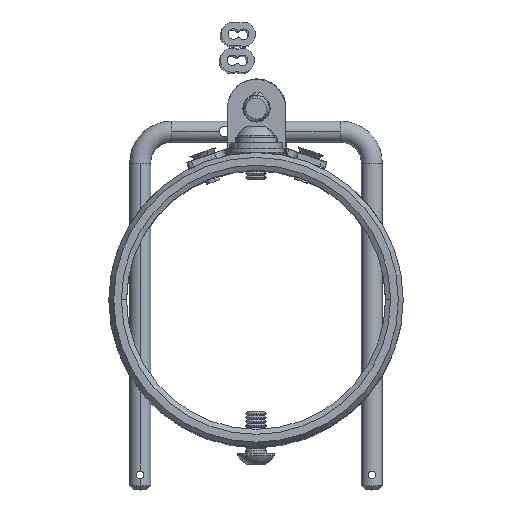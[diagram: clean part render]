
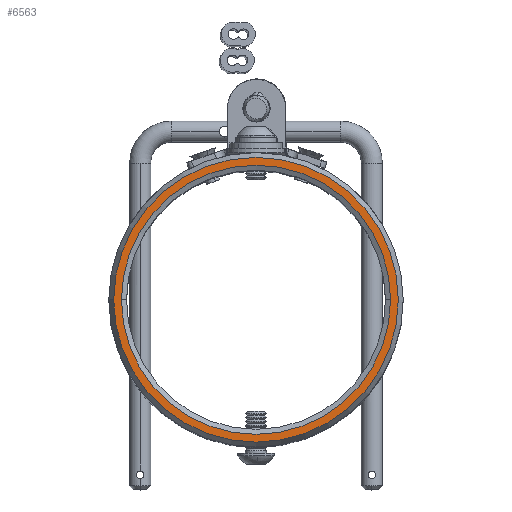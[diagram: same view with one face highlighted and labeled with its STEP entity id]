
A CAD part, top view. The second image highlights one B-rep face of the part: STEP entity #6563.
In plain terms, the highlighted planar face has unit normal (0, 0, 1).
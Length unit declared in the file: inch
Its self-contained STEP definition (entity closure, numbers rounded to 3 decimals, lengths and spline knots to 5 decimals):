
#655 = CIRCLE ( 'NONE', #7068, 1.68976 ) ;
#714 = AXIS2_PLACEMENT_3D ( 'NONE', #9122, #18146, #8712 ) ;
#1329 = FACE_BOUND ( 'NONE', #16410, .T. ) ;
#1869 = EDGE_CURVE ( 'NONE', #3646, #13994, #4541, .T. ) ;
#2245 = DIRECTION ( 'NONE',  ( 1., 0., 0. ) ) ;
#2252 = CARTESIAN_POINT ( 'NONE',  ( 2.86662, 2.2597, 7.16665 ) ) ;
#3646 = VERTEX_POINT ( 'NONE', #10523 ) ;
#4134 = PLANE ( 'NONE',  #13844 ) ;
#4407 = CARTESIAN_POINT ( 'NONE',  ( 1.17686, 2.2597, 7.16665 ) ) ;
#4523 = DIRECTION ( 'NONE',  ( 0., 0., 1. ) ) ;
#4541 = CIRCLE ( 'NONE', #714, 1.5975 ) ;
#4903 = CIRCLE ( 'NONE', #18239, 1.5975 ) ;
#5419 = DIRECTION ( 'NONE',  ( 0., 0., 1. ) ) ;
#5573 = EDGE_LOOP ( 'NONE', ( #19299, #18944 ) ) ;
#6563 = ADVANCED_FACE ( 'NONE', ( #1329, #16584 ), #4134, .T. ) ;
#6891 = EDGE_CURVE ( 'NONE', #8152, #7409, #655, .T. ) ;
#6946 = ORIENTED_EDGE ( 'NONE', *, *, #7891, .T. ) ;
#7068 = AXIS2_PLACEMENT_3D ( 'NONE', #11203, #14008, #10810 ) ;
#7409 = VERTEX_POINT ( 'NONE', #2252 ) ;
#7596 = CARTESIAN_POINT ( 'NONE',  ( -0.51291, 2.2597, 7.16665 ) ) ;
#7891 = EDGE_CURVE ( 'NONE', #13994, #3646, #4903, .T. ) ;
#8152 = VERTEX_POINT ( 'NONE', #7596 ) ;
#8712 = DIRECTION ( 'NONE',  ( 1., 0., 0. ) ) ;
#9122 = CARTESIAN_POINT ( 'NONE',  ( 1.17686, 2.2597, 7.16665 ) ) ;
#10523 = CARTESIAN_POINT ( 'NONE',  ( 2.77436, 2.2597, 7.16665 ) ) ;
#10573 = DIRECTION ( 'NONE',  ( 1., 0., 0. ) ) ;
#10810 = DIRECTION ( 'NONE',  ( 1., 0., 0. ) ) ;
#11144 = CIRCLE ( 'NONE', #11470, 1.68976 ) ;
#11203 = CARTESIAN_POINT ( 'NONE',  ( 1.17686, 2.2597, 7.16665 ) ) ;
#11470 = AXIS2_PLACEMENT_3D ( 'NONE', #4407, #5419, #2245 ) ;
#12378 = CARTESIAN_POINT ( 'NONE',  ( -0.59741, 0.48544, 7.16665 ) ) ;
#13667 = DIRECTION ( 'NONE',  ( 0., 0., -1. ) ) ;
#13700 = CARTESIAN_POINT ( 'NONE',  ( -0.42064, 2.2597, 7.16665 ) ) ;
#13844 = AXIS2_PLACEMENT_3D ( 'NONE', #12378, #4523, #15074 ) ;
#13994 = VERTEX_POINT ( 'NONE', #13700 ) ;
#14008 = DIRECTION ( 'NONE',  ( 0., 0., 1. ) ) ;
#14643 = ORIENTED_EDGE ( 'NONE', *, *, #1869, .T. ) ;
#15074 = DIRECTION ( 'NONE',  ( 1., 0., 0. ) ) ;
#16410 = EDGE_LOOP ( 'NONE', ( #14643, #6946 ) ) ;
#16584 = FACE_OUTER_BOUND ( 'NONE', #5573, .T. ) ;
#18146 = DIRECTION ( 'NONE',  ( 0., 0., -1. ) ) ;
#18239 = AXIS2_PLACEMENT_3D ( 'NONE', #18373, #13667, #10573 ) ;
#18373 = CARTESIAN_POINT ( 'NONE',  ( 1.17686, 2.2597, 7.16665 ) ) ;
#18944 = ORIENTED_EDGE ( 'NONE', *, *, #19398, .T. ) ;
#19299 = ORIENTED_EDGE ( 'NONE', *, *, #6891, .T. ) ;
#19398 = EDGE_CURVE ( 'NONE', #7409, #8152, #11144, .T. ) ;
